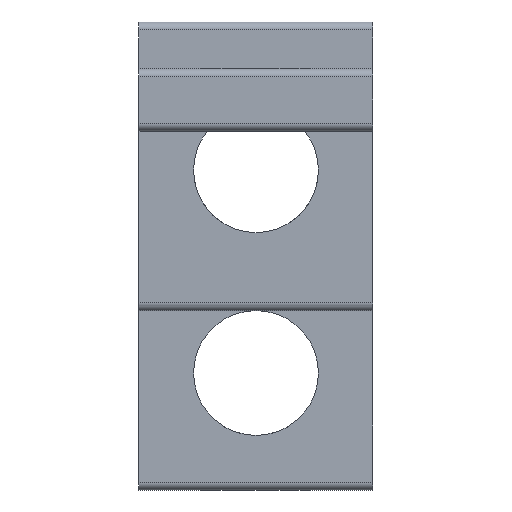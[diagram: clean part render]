
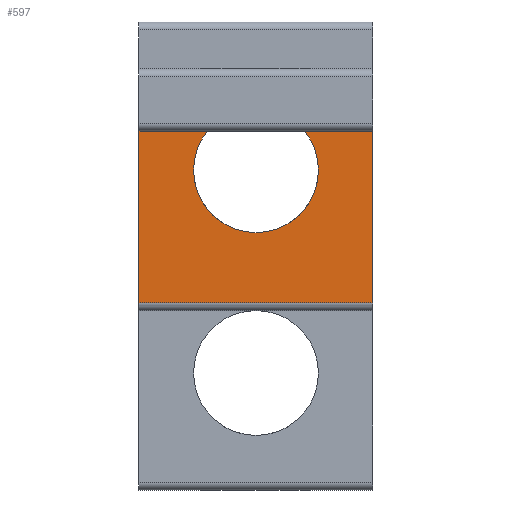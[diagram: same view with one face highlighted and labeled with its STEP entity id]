
A CAD part, left-side view. The second image highlights one B-rep face of the part: STEP entity #597.
In plain terms, the highlighted planar face has unit normal (-1, 0, 0).
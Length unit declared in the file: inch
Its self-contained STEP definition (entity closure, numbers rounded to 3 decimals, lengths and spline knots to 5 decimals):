
#11 = CARTESIAN_POINT ( 'NONE',  ( -1.67323, -0.59055, 1.81102 ) ) ;
#32 = CARTESIAN_POINT ( 'NONE',  ( -1.67323, 0., 1.61417 ) ) ;
#92 = LINE ( 'NONE', #1342, #1318 ) ;
#109 = ORIENTED_EDGE ( 'NONE', *, *, #113, .F. ) ;
#113 = EDGE_CURVE ( 'NONE', #711, #994, #381, .T. ) ;
#135 = AXIS2_PLACEMENT_3D ( 'NONE', #32, #457, #1674 ) ;
#167 = CARTESIAN_POINT ( 'NONE',  ( -1.67323, -0.59055, 0. ) ) ;
#187 = DIRECTION ( 'NONE',  ( 0., 0., 1. ) ) ;
#205 = EDGE_CURVE ( 'NONE', #1577, #1505, #1375, .T. ) ;
#208 = EDGE_CURVE ( 'NONE', #1037, #1173, #1374, .T. ) ;
#285 = DIRECTION ( 'NONE',  ( -1., 0., 0. ) ) ;
#286 = ORIENTED_EDGE ( 'NONE', *, *, #208, .F. ) ;
#326 = AXIS2_PLACEMENT_3D ( 'NONE', #1641, #285, #1261 ) ;
#381 = LINE ( 'NONE', #925, #1615 ) ;
#457 = DIRECTION ( 'NONE',  ( -1., 0., 0. ) ) ;
#504 = PLANE ( 'NONE',  #745 ) ;
#576 = CARTESIAN_POINT ( 'NONE',  ( -1.67323, 0.24587, 1.81102 ) ) ;
#597 = ADVANCED_FACE ( 'NONE', ( #1622 ), #504, .F. ) ;
#613 = CARTESIAN_POINT ( 'NONE',  ( -1.67323, -0.59055, 0.94488 ) ) ;
#626 = CARTESIAN_POINT ( 'NONE',  ( -1.67323, 0.59055, 0.94488 ) ) ;
#708 = ORIENTED_EDGE ( 'NONE', *, *, #1633, .F. ) ;
#711 = VERTEX_POINT ( 'NONE', #1771 ) ;
#745 = AXIS2_PLACEMENT_3D ( 'NONE', #1308, #1743, #1480 ) ;
#757 = ORIENTED_EDGE ( 'NONE', *, *, #974, .F. ) ;
#762 = CARTESIAN_POINT ( 'NONE',  ( -1.67323, 0.59055, 0.94488 ) ) ;
#767 = VECTOR ( 'NONE', #1306, 39.37008 ) ;
#838 = VECTOR ( 'NONE', #1112, 39.37008 ) ;
#850 = CARTESIAN_POINT ( 'NONE',  ( -1.67323, -0.24587, 1.81102 ) ) ;
#912 = VECTOR ( 'NONE', #187, 39.37008 ) ;
#925 = CARTESIAN_POINT ( 'NONE',  ( -1.67323, 0.59055, 1.81102 ) ) ;
#974 = EDGE_CURVE ( 'NONE', #1505, #1037, #92, .T. ) ;
#994 = VERTEX_POINT ( 'NONE', #576 ) ;
#1037 = VERTEX_POINT ( 'NONE', #11 ) ;
#1112 = DIRECTION ( 'NONE',  ( 0., 0., -1. ) ) ;
#1173 = VERTEX_POINT ( 'NONE', #613 ) ;
#1261 = DIRECTION ( 'NONE',  ( 0., 0., -1. ) ) ;
#1306 = DIRECTION ( 'NONE',  ( 0., 1., 0. ) ) ;
#1308 = CARTESIAN_POINT ( 'NONE',  ( -1.67323, 0.59055, 1.81102 ) ) ;
#1318 = VECTOR ( 'NONE', #1332, 39.37008 ) ;
#1332 = DIRECTION ( 'NONE',  ( 0., -1., 0. ) ) ;
#1341 = EDGE_LOOP ( 'NONE', ( #757, #1443, #1724, #109, #708, #1452, #286 ) ) ;
#1342 = CARTESIAN_POINT ( 'NONE',  ( -1.67323, 0.59055, 1.81102 ) ) ;
#1364 = CARTESIAN_POINT ( 'NONE',  ( -1.67323, 0., 1.29921 ) ) ;
#1374 = LINE ( 'NONE', #167, #838 ) ;
#1375 = CIRCLE ( 'NONE', #326, 0.31496 ) ;
#1415 = CARTESIAN_POINT ( 'NONE',  ( -1.67323, 0.59055, 1.81102 ) ) ;
#1443 = ORIENTED_EDGE ( 'NONE', *, *, #205, .F. ) ;
#1452 = ORIENTED_EDGE ( 'NONE', *, *, #1694, .F. ) ;
#1472 = DIRECTION ( 'NONE',  ( 0., -1., 0. ) ) ;
#1480 = DIRECTION ( 'NONE',  ( 0., 1., 0. ) ) ;
#1505 = VERTEX_POINT ( 'NONE', #850 ) ;
#1514 = EDGE_CURVE ( 'NONE', #994, #1577, #1659, .T. ) ;
#1577 = VERTEX_POINT ( 'NONE', #1364 ) ;
#1615 = VECTOR ( 'NONE', #1472, 39.37008 ) ;
#1622 = FACE_OUTER_BOUND ( 'NONE', #1341, .T. ) ;
#1633 = EDGE_CURVE ( 'NONE', #1772, #711, #1680, .T. ) ;
#1641 = CARTESIAN_POINT ( 'NONE',  ( -1.67323, 0., 1.61417 ) ) ;
#1659 = CIRCLE ( 'NONE', #135, 0.31496 ) ;
#1674 = DIRECTION ( 'NONE',  ( 0., 0., -1. ) ) ;
#1680 = LINE ( 'NONE', #1415, #912 ) ;
#1694 = EDGE_CURVE ( 'NONE', #1173, #1772, #1740, .T. ) ;
#1724 = ORIENTED_EDGE ( 'NONE', *, *, #1514, .F. ) ;
#1740 = LINE ( 'NONE', #762, #767 ) ;
#1743 = DIRECTION ( 'NONE',  ( 1., 0., 0. ) ) ;
#1771 = CARTESIAN_POINT ( 'NONE',  ( -1.67323, 0.59055, 1.81102 ) ) ;
#1772 = VERTEX_POINT ( 'NONE', #626 ) ;
